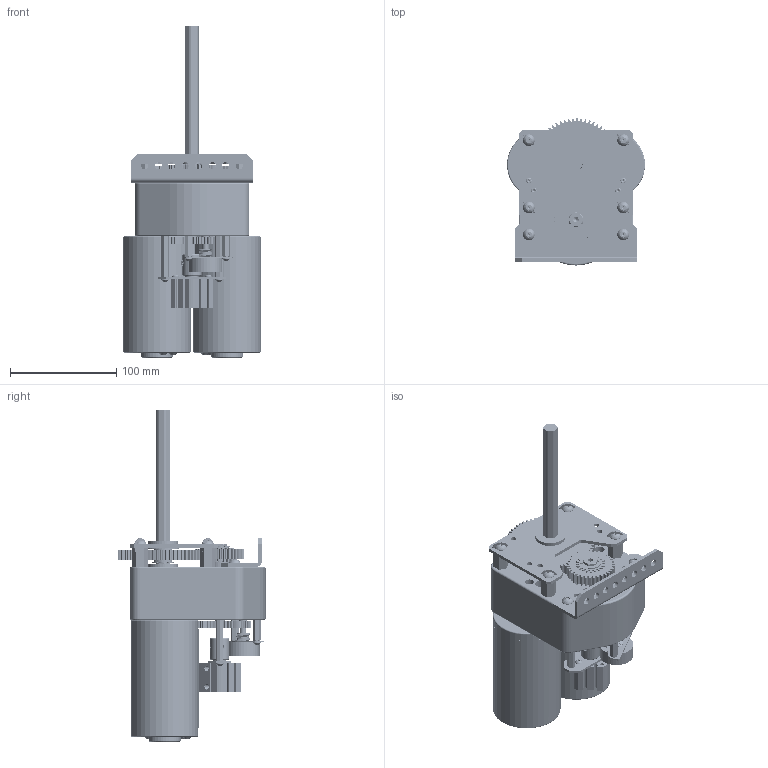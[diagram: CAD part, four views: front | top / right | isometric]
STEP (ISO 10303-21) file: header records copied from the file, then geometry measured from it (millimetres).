
FILE_DESCRIPTION (( 'STEP AP214' ), '1' );
FILE_NAME ('217-2615 wGrayhill Encoder.20151217.STEP', '2015-12-17T16:00:58', ( '' ), ( '' ), 'SwSTEP 2.0', 'SolidWorks 2015', '' );
FILE_SCHEMA (( 'AUTOMOTIVE_DESIGN' ));
Length unit declared in the file: inch
Products named in the file (70): 217-2428-023 Rev1_9714K3; 217-2709-001_44t Steel; 217-2000; SBS1_SBS1032-0500ZC; 217-2428-032 Rev1; 217-2617-001 Rev4; 217-2428-017 Rev2; 217-2703-001; 217-2778-004_075; SBS1_SBS-0632-0250; SCREW-832-0375; 217-2791-001 Rev2; 217-2709-101 Rev1; 217-2789-001 Rev2; SBS1_SBS2520-0625ZC; 91251A107_91251A107; 217-2713-001_60t Steel; 217-2428-006 Rev1; 217-2428-028 Rev1_97633A250; 217-2705-001_30t; Grahill Encoder; 217-2778-NCQ8A075-050M_1032_Nut_90545A111; SBS1_SBS2520-1750; 217-2731-001 Rev2; 217-2778-002_075A; 217-2778-003_075M; 217-2428-024 Rev2; 217-2617-002 Rev1_91780A359; 217-2712-002 Rev1_50t; 217-2790-003 Rev2 ; 217-3221-002 Rev1; 217-2793-001 Rev1; SBS1_SBS0832-1750SS; 217-2428-007 Rev1; 97431A320_97431A320; 217-2714-002 Rev1_60t; 217-2778-001 Rev2_NCQ8A075-050M; 217-2428-001 Rev1; 217-2715-002 Rev1_64t; SBS1_SBS2520-2000ZC ...
Assembly tree (114 placements, depth 4):
  217-2615 wGrayhill Encoder.20151217
    217-2733-001 Rev2  x2
    217-2731-001 Rev2
    217-2789-001 Rev2
    217-2788-001 Rev3_57155K375
    217-2428-012 Rev2
    217-2428-027 Rev1_97414A630  x2
    217-2428-005 Rev1  x2
    SCREW-832-0375  x8
    SBS1_SBS-0632-0250  x2
    217-2428-016 Rev3_Spur01
    217-2428-019 Rev1
    217-2428-006 Rev1  x2
    217-2428-017 Rev2
    SBS1_SBS1032-0500ZC  x4
    217-2614-001_12t  x2
    217-2761-001 rev1  x2
    217-2428-001 Rev1
    217-2428-002 Rev2
    217-2703-001
    217-2707-001_40t
    SBS1_SBS0832-1750SS  x2
    Nylock Nut_NNY2520-ZC  x3
    217-2428-004 Rev3
    217-2428-021 Rev1
    217-2428-029 Rev1
    Nylock 8-32  x2
    217-2793-001 Rev1
      217-2428-008 Rev2
      217-2428-028 Rev1_97633A250
      217-2709-101 Rev1
        217-2428-022 Rev1
        217-2709-001_44t Steel
      217-2713-101 Rev1
        217-2428-022 Rev1
        217-2713-001_60t Steel
      217-2791-001 Rev2
        217-2791-002 Rev2
        217-2790-003 Rev2 
        217-2790-004 Rev2
      217-2428-007 Rev1  x6
    217-2000  x2
    Grahill Encoder
    217-2617-003 Rev2
    217-3109-001 Rev1
    217-2734-001 Rev3
    217-2617-001 Rev4
    217-2715-002 Rev1_64t
    217-2702-001_20t
    217-2704-001_24
    217-2714-002 Rev1_60t
    217-3221-002 Rev1
    217-2705-001_30t
    217-2712-002 Rev1_50t
    217-2706-001_34t
    217-2617-002 Rev1_91780A359  x4
    217-2617-004 Rev1_97431A340_grv  x2
    SBS1_SBS2520-1750  x4
    SBS1_SBS2520-0625ZC  x4
    217-2778-001 Rev2_NCQ8A075-050M
Bounding box: 129.88 x 138.5 x 312.65 mm (x, y, z)
Volume: 1365044.4 mm3; surface area: 450748.6 mm2
Topology: 132 solids, 132 shells, 5152 faces, 13278 edges, 8548 vertices
Faces by surface type: cylinder 1963, plane 1666, bspline 761, cone 452, torus 238, sphere 72
Entity records: 313839 total; most frequent: CARTESIAN_POINT 211089, ORIENTED_EDGE 21282, DIRECTION 19640, EDGE_CURVE 10641, AXIS2_PLACEMENT_3D 7484, VERTEX_POINT 6957, LINE 4672, VECTOR 4672
